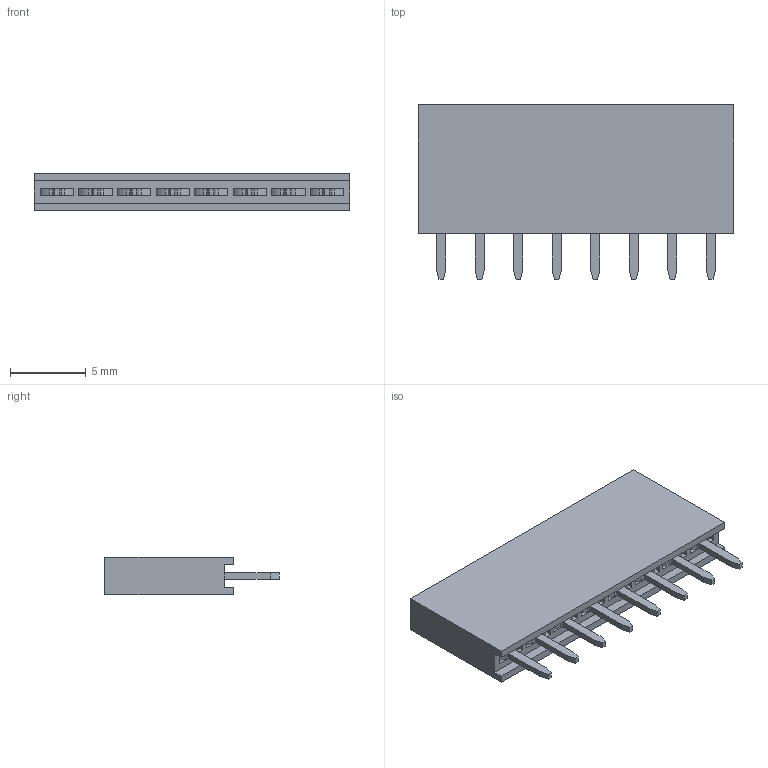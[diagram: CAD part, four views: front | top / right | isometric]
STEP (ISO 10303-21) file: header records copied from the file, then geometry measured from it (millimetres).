
FILE_DESCRIPTION (( 'STEP AP214' ), '1' );
FILE_NAME ('9272A472-2C5E-4B0B-8846-303A4C7EAB84.STEP', '2023-07-19T22:06:28', ( '' ), ( '' ), 'SwSTEP 2.0', 'SolidWorks 2022', '' );
FILE_SCHEMA (( 'AUTOMOTIVE_DESIGN' ));
Length unit declared in the file: millimetre
Products named in the file (1): 9272A472-2C5E-4B0B-8846-303A4C7EAB84
Bounding box: 20.82 x 11.5 x 2.5 mm (x, y, z)
Volume: 372.6 mm3; surface area: 1145.4 mm2
Topology: 9 solids, 9 shells, 322 faces, 880 edges, 576 vertices
Faces by surface type: plane 242, cylinder 80
Entity records: 11744 total; most frequent: CARTESIAN_POINT 1779, ORIENTED_EDGE 1760, DIRECTION 1686, EDGE_CURVE 880, VECTOR 720, LINE 720, VERTEX_POINT 576, AXIS2_PLACEMENT_3D 483
